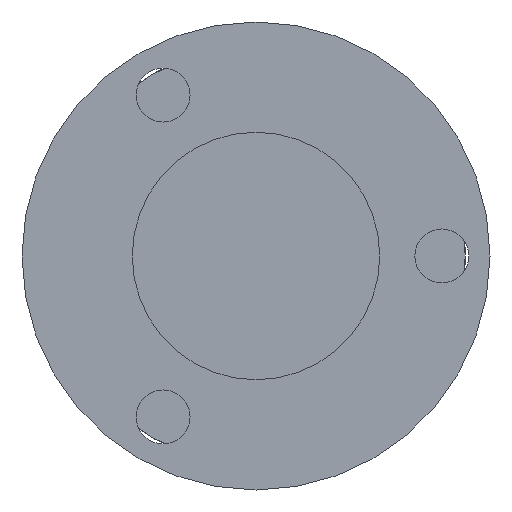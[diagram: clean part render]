
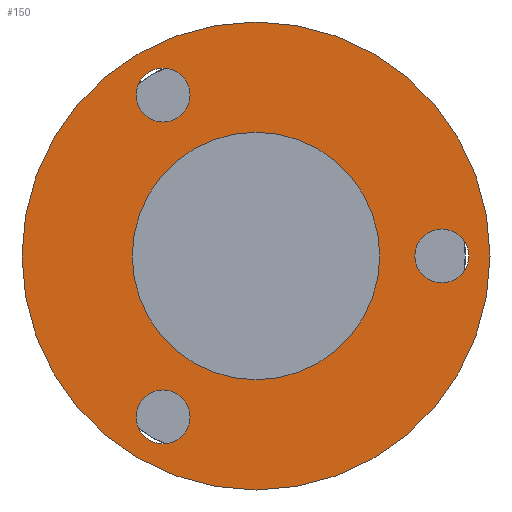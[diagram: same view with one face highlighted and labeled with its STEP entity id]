
A CAD part, front view. The second image highlights one B-rep face of the part: STEP entity #150.
In plain terms, the highlighted planar face has unit normal (0, -1, 0).
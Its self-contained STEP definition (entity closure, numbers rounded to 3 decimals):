
#150 = ADVANCED_FACE( '', ( #338, #339, #340, #341, #342 ), #343, .F. );
#338 = FACE_BOUND( '', #575, .T. );
#339 = FACE_BOUND( '', #576, .T. );
#340 = FACE_BOUND( '', #577, .T. );
#341 = FACE_BOUND( '', #578, .T. );
#342 = FACE_OUTER_BOUND( '', #579, .T. );
#343 = PLANE( '', #580 );
#575 = EDGE_LOOP( '', ( #956 ) );
#576 = EDGE_LOOP( '', ( #957 ) );
#577 = EDGE_LOOP( '', ( #958 ) );
#578 = EDGE_LOOP( '', ( #959 ) );
#579 = EDGE_LOOP( '', ( #960 ) );
#580 = AXIS2_PLACEMENT_3D( '', #961, #962, #963 );
#956 = ORIENTED_EDGE( '', *, *, #1491, .F. );
#957 = ORIENTED_EDGE( '', *, *, #1396, .F. );
#958 = ORIENTED_EDGE( '', *, *, #1492, .F. );
#959 = ORIENTED_EDGE( '', *, *, #1493, .F. );
#960 = ORIENTED_EDGE( '', *, *, #1494, .T. );
#961 = CARTESIAN_POINT( '', ( 26., -2.15, 0. ) );
#962 = DIRECTION( '', ( 0., 1., 0. ) );
#963 = DIRECTION( '', ( 0., 0., 1. ) );
#1396 = EDGE_CURVE( '', #1674, #1674, #1675, .F. );
#1491 = EDGE_CURVE( '', #1831, #1831, #1832, .T. );
#1492 = EDGE_CURVE( '', #1833, #1833, #1834, .F. );
#1493 = EDGE_CURVE( '', #1835, #1835, #1836, .F. );
#1494 = EDGE_CURVE( '', #1837, #1837, #1838, .T. );
#1674 = VERTEX_POINT( '', #2125 );
#1675 = CIRCLE( '', #2126, 3. );
#1831 = VERTEX_POINT( '', #2470 );
#1832 = CIRCLE( '', #2471, 13.75 );
#1833 = VERTEX_POINT( '', #2472 );
#1834 = CIRCLE( '', #2473, 3. );
#1835 = VERTEX_POINT( '', #2474 );
#1836 = CIRCLE( '', #2475, 3. );
#1837 = VERTEX_POINT( '', #2476 );
#1838 = CIRCLE( '', #2477, 26. );
#2125 = CARTESIAN_POINT( '', ( 20.65, -2.15, 3. ) );
#2126 = AXIS2_PLACEMENT_3D( '', #2876, #2877, #2878 );
#2470 = CARTESIAN_POINT( '', ( 0., -2.15, -13.75 ) );
#2471 = AXIS2_PLACEMENT_3D( '', #3015, #3016, #3017 );
#2472 = CARTESIAN_POINT( '', ( -10.325, -2.15, 20.883 ) );
#2473 = AXIS2_PLACEMENT_3D( '', #3018, #3019, #3020 );
#2474 = CARTESIAN_POINT( '', ( -10.325, -2.15, -14.883 ) );
#2475 = AXIS2_PLACEMENT_3D( '', #3021, #3022, #3023 );
#2476 = CARTESIAN_POINT( '', ( 0., -2.15, -26. ) );
#2477 = AXIS2_PLACEMENT_3D( '', #3024, #3025, #3026 );
#2876 = CARTESIAN_POINT( '', ( 20.65, -2.15, 0. ) );
#2877 = DIRECTION( '', ( 0., 1., 0. ) );
#2878 = DIRECTION( '', ( 0., 0., 1. ) );
#3015 = CARTESIAN_POINT( '', ( 0., -2.15, 0. ) );
#3016 = DIRECTION( '', ( 0., -1., 0. ) );
#3017 = DIRECTION( '', ( 0., 0., -1. ) );
#3018 = CARTESIAN_POINT( '', ( -10.325, -2.15, 17.883 ) );
#3019 = DIRECTION( '', ( 0., 1., 0. ) );
#3020 = DIRECTION( '', ( 0., 0., 1. ) );
#3021 = CARTESIAN_POINT( '', ( -10.325, -2.15, -17.883 ) );
#3022 = DIRECTION( '', ( 0., 1., 0. ) );
#3023 = DIRECTION( '', ( 0., 0., 1. ) );
#3024 = CARTESIAN_POINT( '', ( 0., -2.15, 0. ) );
#3025 = DIRECTION( '', ( 0., -1., 0. ) );
#3026 = DIRECTION( '', ( 0., 0., -1. ) );
